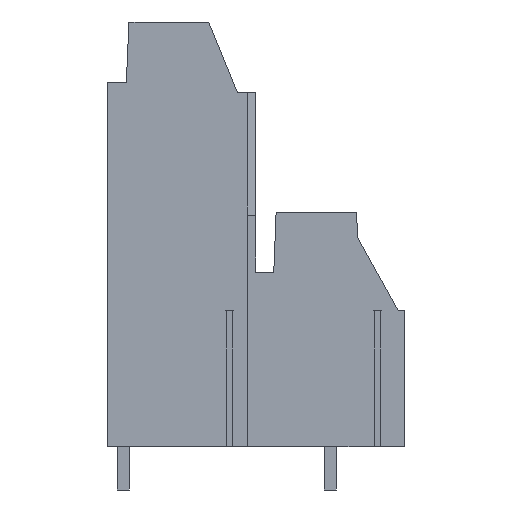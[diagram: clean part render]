
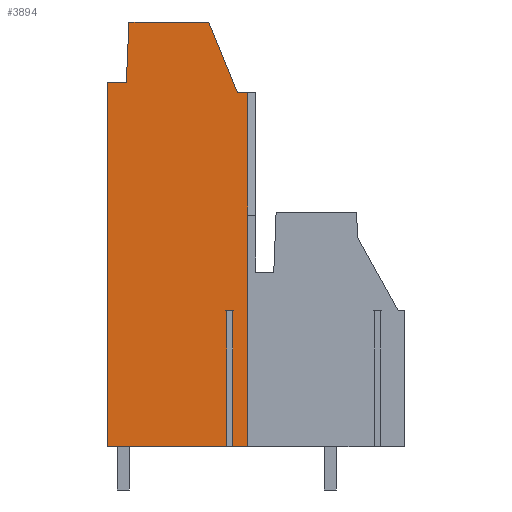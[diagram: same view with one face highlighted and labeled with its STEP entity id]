
A CAD part, left-side view. The second image highlights one B-rep face of the part: STEP entity #3894.
In plain terms, the highlighted planar face has unit normal (-1, 0, 0).
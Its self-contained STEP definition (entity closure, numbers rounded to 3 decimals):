
#3819=AXIS2_PLACEMENT_3D('Plane Axis2P3D',#3816,#3817,#3818) ;
#692=CARTESIAN_POINT('Vertex',(0.,21.94,3.2)) ;
#884=CARTESIAN_POINT('Vertex',(0.,11.574,3.2)) ;
#887=CARTESIAN_POINT('Line Origine',(0.,12.12,3.2)) ;
#891=CARTESIAN_POINT('Vertex',(0.,12.665,3.2)) ;
#940=CARTESIAN_POINT('Vertex',(0.,13.115,3.2)) ;
#943=CARTESIAN_POINT('Line Origine',(0.,17.528,3.2)) ;
#1320=CARTESIAN_POINT('Vertex',(0.,11.574,29.26)) ;
#1323=CARTESIAN_POINT('Line Origine',(0.,11.574,16.23)) ;
#3816=CARTESIAN_POINT('Axis2P3D Location',(0.,11.,17.2)) ;
#3821=CARTESIAN_POINT('Line Origine',(0.,21.94,16.625)) ;
#3825=CARTESIAN_POINT('Vertex',(0.,21.94,30.05)) ;
#3828=CARTESIAN_POINT('Line Origine',(0.,13.115,8.2)) ;
#3832=CARTESIAN_POINT('Vertex',(0.,13.115,13.2)) ;
#3835=CARTESIAN_POINT('Line Origine',(0.,12.89,13.2)) ;
#3839=CARTESIAN_POINT('Vertex',(0.,12.665,13.2)) ;
#3842=CARTESIAN_POINT('Line Origine',(0.,12.665,8.2)) ;
#3847=CARTESIAN_POINT('Line Origine',(0.,11.956,29.26)) ;
#3851=CARTESIAN_POINT('Vertex',(0.,12.337,29.26)) ;
#3854=CARTESIAN_POINT('Line Origine',(0.,13.393,31.865)) ;
#3858=CARTESIAN_POINT('Vertex',(0.,14.449,34.47)) ;
#3861=CARTESIAN_POINT('Line Origine',(0.,17.389,34.47)) ;
#3865=CARTESIAN_POINT('Vertex',(0.,20.328,34.47)) ;
#3868=CARTESIAN_POINT('Line Origine',(0.,20.424,32.26)) ;
#3872=CARTESIAN_POINT('Vertex',(0.,20.521,30.05)) ;
#3875=CARTESIAN_POINT('Line Origine',(0.,21.23,30.05)) ;
#888=DIRECTION('Vector Direction',(0.,1.,0.)) ;
#944=DIRECTION('Vector Direction',(0.,1.,0.)) ;
#1324=DIRECTION('Vector Direction',(0.,0.,1.)) ;
#3817=DIRECTION('Axis2P3D Direction',(1.,0.,0.)) ;
#3818=DIRECTION('Axis2P3D XDirection',(0.,1.,0.)) ;
#3822=DIRECTION('Vector Direction',(0.,0.,-1.)) ;
#3829=DIRECTION('Vector Direction',(0.,0.,1.)) ;
#3836=DIRECTION('Vector Direction',(0.,1.,0.)) ;
#3843=DIRECTION('Vector Direction',(0.,0.,1.)) ;
#3848=DIRECTION('Vector Direction',(0.,1.,0.)) ;
#3855=DIRECTION('Vector Direction',(0.,0.376,0.927)) ;
#3862=DIRECTION('Vector Direction',(0.,1.,0.)) ;
#3869=DIRECTION('Vector Direction',(0.,-0.044,0.999)) ;
#3876=DIRECTION('Vector Direction',(0.,1.,0.)) ;
#889=VECTOR('Line Direction',#888,1.) ;
#945=VECTOR('Line Direction',#944,1.) ;
#1325=VECTOR('Line Direction',#1324,1.) ;
#3823=VECTOR('Line Direction',#3822,1.) ;
#3830=VECTOR('Line Direction',#3829,1.) ;
#3837=VECTOR('Line Direction',#3836,1.) ;
#3844=VECTOR('Line Direction',#3843,1.) ;
#3849=VECTOR('Line Direction',#3848,1.) ;
#3856=VECTOR('Line Direction',#3855,1.) ;
#3863=VECTOR('Line Direction',#3862,1.) ;
#3870=VECTOR('Line Direction',#3869,1.) ;
#3877=VECTOR('Line Direction',#3876,1.) ;
#3881=ORIENTED_EDGE('',*,*,#3827,.T.) ;
#3882=ORIENTED_EDGE('',*,*,#947,.F.) ;
#3883=ORIENTED_EDGE('',*,*,#3834,.T.) ;
#3884=ORIENTED_EDGE('',*,*,#3841,.F.) ;
#3885=ORIENTED_EDGE('',*,*,#3846,.F.) ;
#3886=ORIENTED_EDGE('',*,*,#893,.F.) ;
#3887=ORIENTED_EDGE('',*,*,#1327,.T.) ;
#3888=ORIENTED_EDGE('',*,*,#3853,.T.) ;
#3889=ORIENTED_EDGE('',*,*,#3860,.T.) ;
#3890=ORIENTED_EDGE('',*,*,#3867,.T.) ;
#3891=ORIENTED_EDGE('',*,*,#3874,.F.) ;
#3892=ORIENTED_EDGE('',*,*,#3879,.T.) ;
#3894=ADVANCED_FACE('housing',(#3893),#3820,.F.) ;
#893=EDGE_CURVE('',#885,#892,#890,.T.) ;
#947=EDGE_CURVE('',#941,#693,#946,.T.) ;
#1327=EDGE_CURVE('',#885,#1321,#1326,.T.) ;
#3827=EDGE_CURVE('',#3826,#693,#3824,.T.) ;
#3834=EDGE_CURVE('',#941,#3833,#3831,.T.) ;
#3841=EDGE_CURVE('',#3840,#3833,#3838,.T.) ;
#3846=EDGE_CURVE('',#892,#3840,#3845,.T.) ;
#3853=EDGE_CURVE('',#1321,#3852,#3850,.T.) ;
#3860=EDGE_CURVE('',#3852,#3859,#3857,.T.) ;
#3867=EDGE_CURVE('',#3859,#3866,#3864,.T.) ;
#3874=EDGE_CURVE('',#3873,#3866,#3871,.T.) ;
#3879=EDGE_CURVE('',#3873,#3826,#3878,.T.) ;
#3880=EDGE_LOOP('',(#3881,#3882,#3883,#3884,#3885,#3886,#3887,#3888,#3889,#3890,#3891,#3892)) ;
#3893=FACE_OUTER_BOUND('',#3880,.T.) ;
#890=LINE('Line',#887,#889) ;
#946=LINE('Line',#943,#945) ;
#1326=LINE('Line',#1323,#1325) ;
#3824=LINE('Line',#3821,#3823) ;
#3831=LINE('Line',#3828,#3830) ;
#3838=LINE('Line',#3835,#3837) ;
#3845=LINE('Line',#3842,#3844) ;
#3850=LINE('Line',#3847,#3849) ;
#3857=LINE('Line',#3854,#3856) ;
#3864=LINE('Line',#3861,#3863) ;
#3871=LINE('Line',#3868,#3870) ;
#3878=LINE('Line',#3875,#3877) ;
#3820=PLANE('',#3819) ;
#693=VERTEX_POINT('',#692) ;
#885=VERTEX_POINT('',#884) ;
#892=VERTEX_POINT('',#891) ;
#941=VERTEX_POINT('',#940) ;
#1321=VERTEX_POINT('',#1320) ;
#3826=VERTEX_POINT('',#3825) ;
#3833=VERTEX_POINT('',#3832) ;
#3840=VERTEX_POINT('',#3839) ;
#3852=VERTEX_POINT('',#3851) ;
#3859=VERTEX_POINT('',#3858) ;
#3866=VERTEX_POINT('',#3865) ;
#3873=VERTEX_POINT('',#3872) ;
